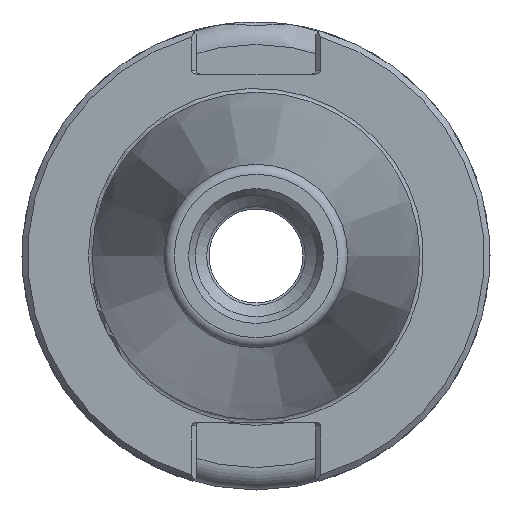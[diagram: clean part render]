
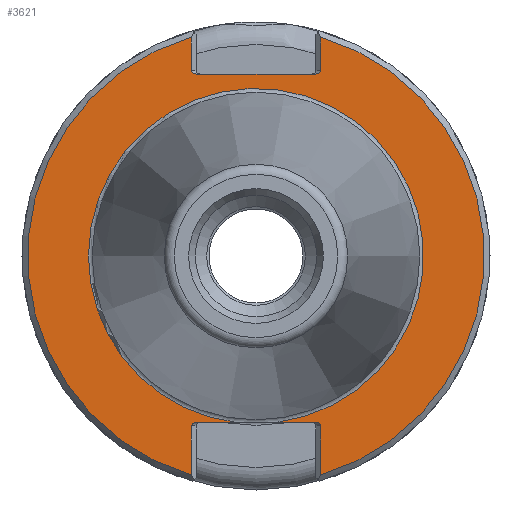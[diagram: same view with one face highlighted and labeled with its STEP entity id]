
A CAD part, left-side view. The second image highlights one B-rep face of the part: STEP entity #3621.
In plain terms, the highlighted planar face has unit normal (-1, 0, 0).
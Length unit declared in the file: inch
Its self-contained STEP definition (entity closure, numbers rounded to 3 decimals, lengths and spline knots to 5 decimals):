
#2679=CARTESIAN_POINT('',(0.125,0.345,0.992));
#2680=VERTEX_POINT('',#2679);
#2687=CARTESIAN_POINT('',(0.125,0.31672,0.972));
#2688=VERTEX_POINT('',#2687);
#2689=CARTESIAN_POINT('',(0.125,0.31672,0.992));
#2690=DIRECTION('',(-1.0,0.0,0.0));
#2691=DIRECTION('',(0.0,1.0,0.0));
#2692=AXIS2_PLACEMENT_3D('',#2689,#2690,#2691);
#2693=ELLIPSE('',#2692,0.02828,0.02);
#2694=EDGE_CURVE('',#2680,#2688,#2693,.T.);
#2779=CARTESIAN_POINT('',(0.125,0.345,1.1702));
#2780=VERTEX_POINT('',#2779);
#2787=CARTESIAN_POINT('',(0.125,0.345,1.1702));
#2788=DIRECTION('',(0.0,0.0,-1.0));
#2789=VECTOR('',#2788,0.1782);
#2790=LINE('',#2787,#2789);
#2791=EDGE_CURVE('',#2780,#2680,#2790,.T.);
#2891=CARTESIAN_POINT('',(0.125,-0.31672,0.972));
#2892=VERTEX_POINT('',#2891);
#2899=CARTESIAN_POINT('',(0.125,-0.345,0.992));
#2900=VERTEX_POINT('',#2899);
#2901=CARTESIAN_POINT('',(0.125,-0.31672,0.992));
#2902=DIRECTION('',(-1.0,0.0,0.0));
#2903=DIRECTION('',(0.0,-1.0,0.0));
#2904=AXIS2_PLACEMENT_3D('',#2901,#2902,#2903);
#2905=ELLIPSE('',#2904,0.02828,0.02);
#2906=EDGE_CURVE('',#2892,#2900,#2905,.T.);
#2956=CARTESIAN_POINT('',(0.125,-0.345,1.1702));
#2957=VERTEX_POINT('',#2956);
#2958=CARTESIAN_POINT('',(0.125,-0.345,0.992));
#2959=DIRECTION('',(0.0,0.0,1.0));
#2960=VECTOR('',#2959,0.1782);
#2961=LINE('',#2958,#2960);
#2962=EDGE_CURVE('',#2900,#2957,#2961,.T.);
#2980=CARTESIAN_POINT('',(0.125,-0.345,-0.908));
#2981=VERTEX_POINT('',#2980);
#2982=CARTESIAN_POINT('',(0.125,-0.31672,-0.888));
#2983=VERTEX_POINT('',#2982);
#2984=CARTESIAN_POINT('',(0.125,-0.31672,-0.908));
#2985=DIRECTION('',(-1.0,0.0,0.0));
#2986=DIRECTION('',(0.0,-1.0,0.0));
#2987=AXIS2_PLACEMENT_3D('',#2984,#2985,#2986);
#2988=ELLIPSE('',#2987,0.02828,0.02);
#2989=EDGE_CURVE('',#2981,#2983,#2988,.T.);
#3087=CARTESIAN_POINT('',(0.125,-0.345,-1.1702));
#3088=VERTEX_POINT('',#3087);
#3095=CARTESIAN_POINT('',(0.125,-0.345,-1.1702));
#3096=DIRECTION('',(0.0,0.0,1.0));
#3097=VECTOR('',#3096,0.2622);
#3098=LINE('',#3095,#3097);
#3099=EDGE_CURVE('',#3088,#2981,#3098,.T.);
#3199=CARTESIAN_POINT('',(0.125,0.31672,-0.888));
#3200=VERTEX_POINT('',#3199);
#3207=CARTESIAN_POINT('',(0.125,0.345,-0.908));
#3208=VERTEX_POINT('',#3207);
#3209=CARTESIAN_POINT('',(0.125,0.31672,-0.908));
#3210=DIRECTION('',(-1.0,0.0,0.0));
#3211=DIRECTION('',(0.0,1.0,0.0));
#3212=AXIS2_PLACEMENT_3D('',#3209,#3210,#3211);
#3213=ELLIPSE('',#3212,0.02828,0.02);
#3214=EDGE_CURVE('',#3200,#3208,#3213,.T.);
#3264=CARTESIAN_POINT('',(0.125,0.345,-1.1702));
#3265=VERTEX_POINT('',#3264);
#3266=CARTESIAN_POINT('',(0.125,0.345,-0.908));
#3267=DIRECTION('',(0.0,0.0,-1.0));
#3268=VECTOR('',#3267,0.2622);
#3269=LINE('',#3266,#3268);
#3270=EDGE_CURVE('',#3208,#3265,#3269,.T.);
#3337=CARTESIAN_POINT('',(0.125,0.31672,0.972));
#3338=DIRECTION('',(0.0,-1.0,0.0));
#3339=VECTOR('',#3338,0.63343);
#3340=LINE('',#3337,#3339);
#3341=EDGE_CURVE('',#2688,#2892,#3340,.T.);
#3539=CARTESIAN_POINT('',(0.125,-0.11172,-0.888));
#3540=VERTEX_POINT('',#3539);
#3541=CARTESIAN_POINT('',(0.125,0.11172,-0.888));
#3542=VERTEX_POINT('',#3541);
#3557=CARTESIAN_POINT('',(0.125,0.,0.0));
#3558=DIRECTION('',(-1.0,0.0,0.0));
#3559=DIRECTION('',(0.0,-1.0,0.0));
#3560=AXIS2_PLACEMENT_3D('',#3557,#3558,#3559);
#3561=CIRCLE('',#3560,0.895);
#3562=EDGE_CURVE('',#3540,#3542,#3561,.T.);
#3578=CARTESIAN_POINT('',(0.125,1.0625,0.0));
#3579=DIRECTION('',(-1.0,0.0,0.0));
#3580=DIRECTION('',(0.0,0.0,1.0));
#3581=AXIS2_PLACEMENT_3D('',#3578,#3579,#3580);
#3582=PLANE('',#3581);
#3583=ORIENTED_EDGE('',*,*,#3562,.F.);
#3584=CARTESIAN_POINT('',(0.125,-0.31672,-0.888));
#3585=DIRECTION('',(0.0,1.0,0.0));
#3586=VECTOR('',#3585,0.205);
#3587=LINE('',#3584,#3586);
#3588=EDGE_CURVE('',#2983,#3540,#3587,.T.);
#3589=ORIENTED_EDGE('',*,*,#3588,.F.);
#3590=ORIENTED_EDGE('',*,*,#2989,.F.);
#3591=ORIENTED_EDGE('',*,*,#3099,.F.);
#3592=CARTESIAN_POINT('',(0.125,0.,0.0));
#3593=DIRECTION('',(1.0,0.0,0.0));
#3594=DIRECTION('',(0.0,-1.0,0.0));
#3595=AXIS2_PLACEMENT_3D('',#3592,#3593,#3594);
#3596=CIRCLE('',#3595,1.22);
#3597=EDGE_CURVE('',#2957,#3088,#3596,.T.);
#3598=ORIENTED_EDGE('',*,*,#3597,.F.);
#3599=ORIENTED_EDGE('',*,*,#2962,.F.);
#3600=ORIENTED_EDGE('',*,*,#2906,.F.);
#3601=ORIENTED_EDGE('',*,*,#3341,.F.);
#3602=ORIENTED_EDGE('',*,*,#2694,.F.);
#3603=ORIENTED_EDGE('',*,*,#2791,.F.);
#3604=CARTESIAN_POINT('',(0.125,0.,0.0));
#3605=DIRECTION('',(1.0,0.0,0.0));
#3606=DIRECTION('',(0.0,1.0,0.0));
#3607=AXIS2_PLACEMENT_3D('',#3604,#3605,#3606);
#3608=CIRCLE('',#3607,1.22);
#3609=EDGE_CURVE('',#3265,#2780,#3608,.T.);
#3610=ORIENTED_EDGE('',*,*,#3609,.F.);
#3611=ORIENTED_EDGE('',*,*,#3270,.F.);
#3612=ORIENTED_EDGE('',*,*,#3214,.F.);
#3613=CARTESIAN_POINT('',(0.125,0.11172,-0.888));
#3614=DIRECTION('',(0.0,1.0,0.0));
#3615=VECTOR('',#3614,0.205);
#3616=LINE('',#3613,#3615);
#3617=EDGE_CURVE('',#3542,#3200,#3616,.T.);
#3618=ORIENTED_EDGE('',*,*,#3617,.F.);
#3619=EDGE_LOOP('',(#3583,#3589,#3590,#3591,#3598,#3599,#3600,#3601,#3602,#3603,#3610,#3611,#3612,#3618));
#3620=FACE_OUTER_BOUND('',#3619,.T.);
#3621=ADVANCED_FACE('',(#3620),#3582,.T.);
